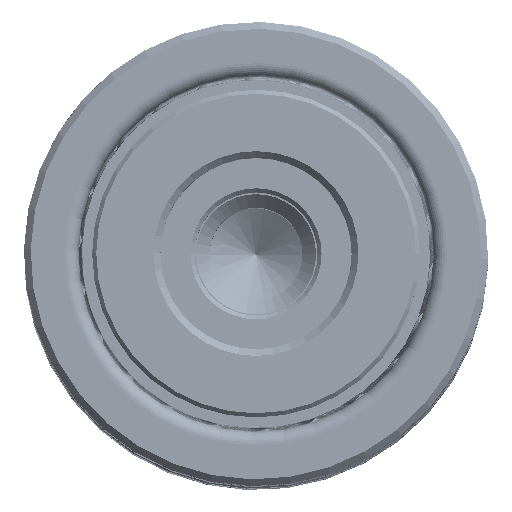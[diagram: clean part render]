
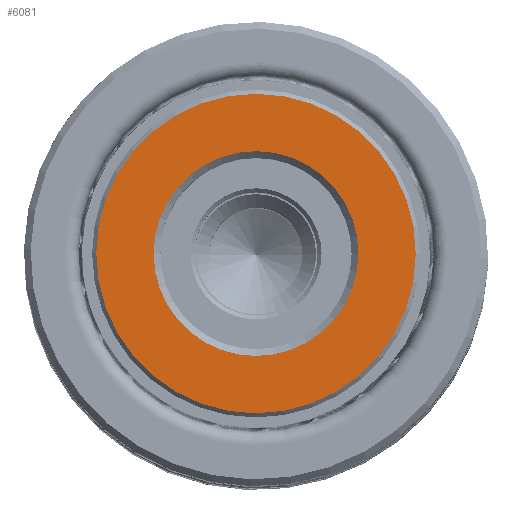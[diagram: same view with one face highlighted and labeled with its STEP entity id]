
A CAD part, top view. The second image highlights one B-rep face of the part: STEP entity #6081.
In plain terms, the highlighted face is planar.
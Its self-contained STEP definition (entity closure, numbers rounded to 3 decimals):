
#978 = CARTESIAN_POINT ( 'NONE',  ( 0., 0., 0. ) ) ;
#1566 = EDGE_CURVE ( 'NONE', #22926, #30524, #8234, .T. ) ;
#2064 = EDGE_CURVE ( 'NONE', #37844, #8143, #17352, .T. ) ;
#2748 = DIRECTION ( 'NONE',  ( 1., 0., 0. ) ) ;
#3324 = CARTESIAN_POINT ( 'NONE',  ( 11.7, 0., 0. ) ) ;
#4039 = CIRCLE ( 'NONE', #30601, 7.5 ) ;
#4237 = DIRECTION ( 'NONE',  ( 1., 0., 0. ) ) ;
#6081 = ADVANCED_FACE ( 'NONE', ( #11186, #29385 ), #19688, .F. ) ;
#6536 = EDGE_CURVE ( 'NONE', #8143, #37844, #4039, .T. ) ;
#8143 = VERTEX_POINT ( 'NONE', #36766 ) ;
#8234 = CIRCLE ( 'NONE', #39220, 11.7 ) ;
#11186 = FACE_OUTER_BOUND ( 'NONE', #20635, .T. ) ;
#11693 = CARTESIAN_POINT ( 'NONE',  ( 0., 0., 0. ) ) ;
#13478 = DIRECTION ( 'NONE',  ( 1., 0., 0. ) ) ;
#13544 = DIRECTION ( 'NONE',  ( 0., 0., 1. ) ) ;
#14949 = DIRECTION ( 'NONE',  ( 1., 0., 0. ) ) ;
#17352 = CIRCLE ( 'NONE', #31903, 7.5 ) ;
#19688 = PLANE ( 'NONE',  #40089 ) ;
#20635 = EDGE_LOOP ( 'NONE', ( #39346, #30570 ) ) ;
#22146 = DIRECTION ( 'NONE',  ( 0., 0., -1. ) ) ;
#22926 = VERTEX_POINT ( 'NONE', #39312 ) ;
#23650 = DIRECTION ( 'NONE',  ( 0., 0., 1. ) ) ;
#26292 = AXIS2_PLACEMENT_3D ( 'NONE', #11693, #34299, #14949 ) ;
#27188 = ORIENTED_EDGE ( 'NONE', *, *, #6536, .T. ) ;
#29385 = FACE_BOUND ( 'NONE', #38223, .T. ) ;
#30524 = VERTEX_POINT ( 'NONE', #3324 ) ;
#30570 = ORIENTED_EDGE ( 'NONE', *, *, #1566, .T. ) ;
#30601 = AXIS2_PLACEMENT_3D ( 'NONE', #32894, #13544, #36162 ) ;
#31903 = AXIS2_PLACEMENT_3D ( 'NONE', #978, #23650, #4237 ) ;
#31904 = ORIENTED_EDGE ( 'NONE', *, *, #2064, .T. ) ;
#32823 = DIRECTION ( 'NONE',  ( 0., 0., 1. ) ) ;
#32894 = CARTESIAN_POINT ( 'NONE',  ( 0., 0., 0. ) ) ;
#34299 = DIRECTION ( 'NONE',  ( 0., 0., -1. ) ) ;
#34840 = CARTESIAN_POINT ( 'NONE',  ( -7.5, 0., 0. ) ) ;
#35805 = CARTESIAN_POINT ( 'NONE',  ( 0., 0., 0. ) ) ;
#36162 = DIRECTION ( 'NONE',  ( 1., 0., 0. ) ) ;
#36493 = CIRCLE ( 'NONE', #26292, 11.7 ) ;
#36766 = CARTESIAN_POINT ( 'NONE',  ( 7.5, 0., 0. ) ) ;
#37844 = VERTEX_POINT ( 'NONE', #34840 ) ;
#38223 = EDGE_LOOP ( 'NONE', ( #31904, #27188 ) ) ;
#39220 = AXIS2_PLACEMENT_3D ( 'NONE', #41534, #22146, #2748 ) ;
#39312 = CARTESIAN_POINT ( 'NONE',  ( -11.7, 0., 0. ) ) ;
#39346 = ORIENTED_EDGE ( 'NONE', *, *, #40994, .T. ) ;
#40089 = AXIS2_PLACEMENT_3D ( 'NONE', #35805, #32823, #13478 ) ;
#40994 = EDGE_CURVE ( 'NONE', #30524, #22926, #36493, .T. ) ;
#41534 = CARTESIAN_POINT ( 'NONE',  ( 0., 0., 0. ) ) ;
